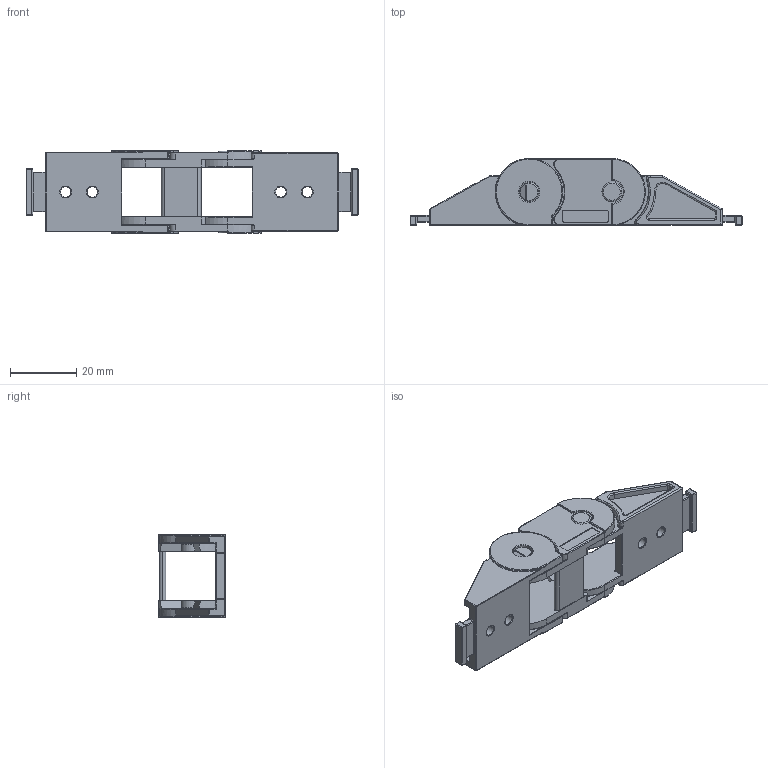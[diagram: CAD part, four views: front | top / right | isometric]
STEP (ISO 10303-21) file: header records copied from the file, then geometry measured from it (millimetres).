
FILE_DESCRIPTION (( 'STEP AP214' ), '1' );
FILE_NAME ('CK15-F015-AYAK.STEP', '2019-09-10T09:01:22', ( '' ), ( '' ), 'SwSTEP 2.0', 'SolidWorks 2017', '' );
FILE_SCHEMA (( 'AUTOMOTIVE_DESIGN' ));
Length unit declared in the file: millimetre
Products named in the file (1): CK15-F015-AYAK
Bounding box: 100.31 x 20.2 x 25 mm (x, y, z)
Volume: 13184.8 mm3; surface area: 12899.5 mm2
Topology: 3 solids, 3 shells, 613 faces, 1511 edges, 874 vertices
Faces by surface type: cylinder 277, torus 137, plane 134, sphere 30, bspline 24, cone 11
Entity records: 18486 total; most frequent: CARTESIAN_POINT 4019, DIRECTION 3294, ORIENTED_EDGE 2930, EDGE_CURVE 1465, AXIS2_PLACEMENT_3D 1349, VERTEX_POINT 870, CIRCLE 759, EDGE_LOOP 643
